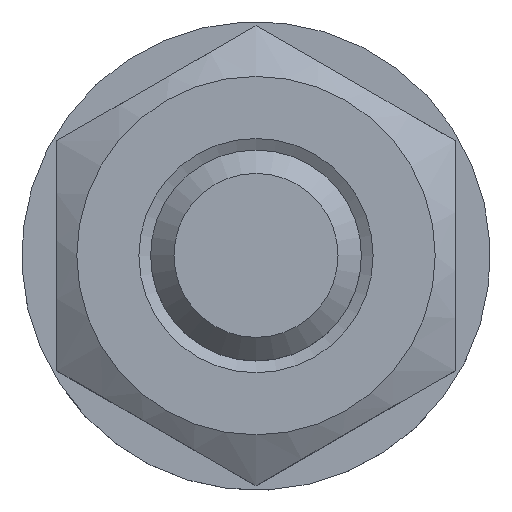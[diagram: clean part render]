
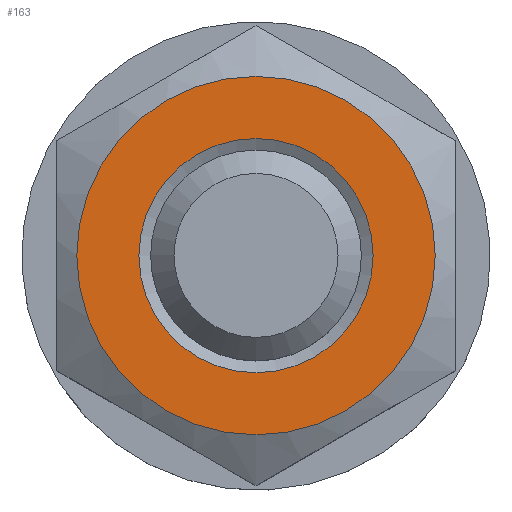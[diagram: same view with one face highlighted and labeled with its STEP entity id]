
A CAD part, top view. The second image highlights one B-rep face of the part: STEP entity #163.
In plain terms, the highlighted planar face has unit normal (0, 0, 1).
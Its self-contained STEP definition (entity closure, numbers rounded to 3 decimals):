
#121=CARTESIAN_POINT('',(2.5,-4.33,120.0));
#122=VERTEX_POINT('',#121);
#123=CARTESIAN_POINT('',(0.,0.,120.0));
#124=DIRECTION('',(0.0,0.0,1.));
#125=DIRECTION('',(-0.5,0.866,0.0));
#126=AXIS2_PLACEMENT_3D('',#123,#124,#125);
#127=CIRCLE('',#126,5.);
#128=EDGE_CURVE('',#122,#122,#127,.T.);
#144=CARTESIAN_POINT('',(0.,0.,120.0));
#145=DIRECTION('',(0.0,0.0,1.0));
#146=DIRECTION('',(0.5,-0.866,0.0));
#147=AXIS2_PLACEMENT_3D('',#144,#145,#146);
#148=PLANE('',#147);
#149=CARTESIAN_POINT('',(6.625,3.825,120.0));
#150=VERTEX_POINT('',#149);
#151=CARTESIAN_POINT('',(0.,0.,120.0));
#152=DIRECTION('',(0.,0.,1.0));
#153=DIRECTION('',(0.866,0.5,0.));
#154=AXIS2_PLACEMENT_3D('',#151,#152,#153);
#155=CIRCLE('',#154,7.65);
#156=EDGE_CURVE('',#150,#150,#155,.T.);
#157=ORIENTED_EDGE('',*,*,#156,.T.);
#158=EDGE_LOOP('',(#157));
#159=FACE_OUTER_BOUND('',#158,.T.);
#160=ORIENTED_EDGE('',*,*,#128,.F.);
#161=EDGE_LOOP('',(#160));
#162=FACE_BOUND('',#161,.T.);
#163=ADVANCED_FACE('',(#159,#162),#148,.T.);
